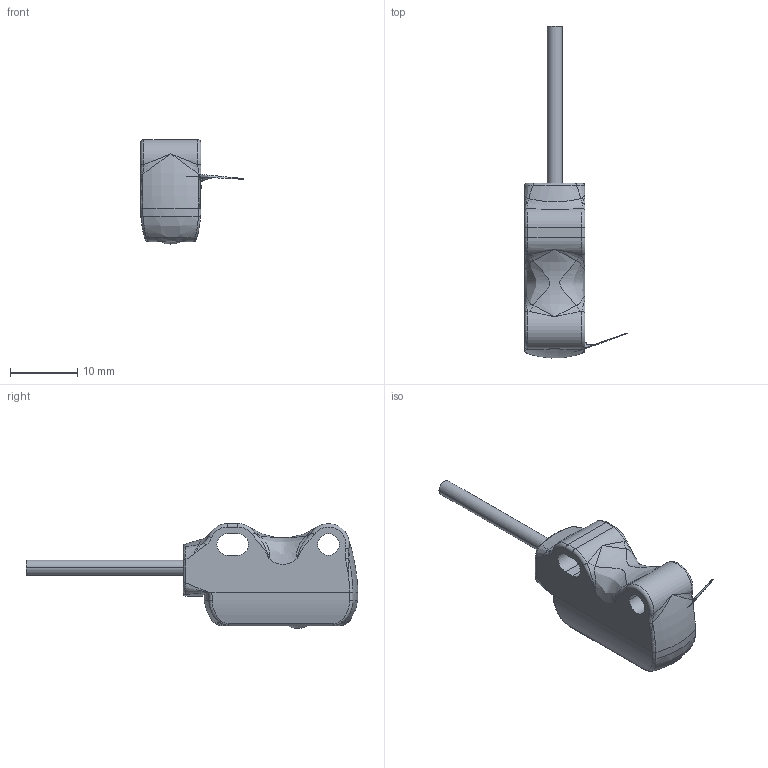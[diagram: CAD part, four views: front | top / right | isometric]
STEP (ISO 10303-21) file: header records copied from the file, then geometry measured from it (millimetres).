
FILE_DESCRIPTION((''),'2;1');
FILE_NAME('149858_SW','2010-05-07T',('banengservice'),('BANNER ENGINEERING'),'PRO/ENGINEER BY PARAMETRIC TECHNOLOGY CORPORATION, 2009141','PRO/ENGINEER BY PARAMETRIC TECHNOLOGY CORPORATION, 2009141','');
FILE_SCHEMA(('CONFIG_CONTROL_DESIGN'));
Length unit declared in the file: inch
Products named in the file (1): 149858_SW
Bounding box: 15.33 x 49.39 x 15.58 mm (x, y, z)
Volume: 1681.7 mm3; surface area: 2692.1 mm2
Topology: 2 solids, 2 shells, 257 faces, 626 edges, 377 vertices
Faces by surface type: bspline 88, cylinder 74, plane 60, torus 28, cone 5, sphere 2
Entity records: 11663 total; most frequent: CARTESIAN_POINT 6225, ORIENTED_EDGE 1240, DIRECTION 985, EDGE_CURVE 620, AXIS2_PLACEMENT_3D 402, VERTEX_POINT 376, EDGE_LOOP 270, FACE_OUTER_BOUND 257
